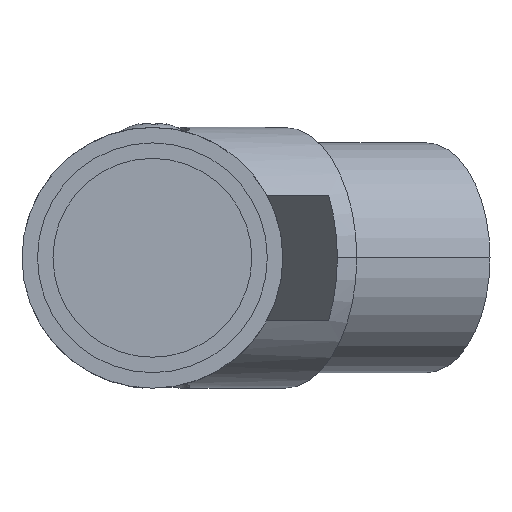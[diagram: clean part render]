
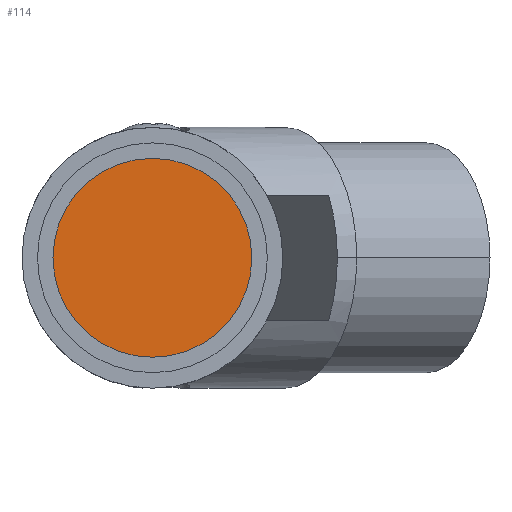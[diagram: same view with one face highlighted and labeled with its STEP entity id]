
A CAD part, left-side view. The second image highlights one B-rep face of the part: STEP entity #114.
In plain terms, the highlighted planar face has unit normal (-1, 0, 0).
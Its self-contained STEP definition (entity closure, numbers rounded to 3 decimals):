
#46 = ORIENTED_EDGE ( 'NONE', *, *, #1740, .T. ) ;
#114 = ADVANCED_FACE ( 'NONE', ( #623 ), #1708, .F. ) ;
#135 = DIRECTION ( 'NONE',  ( -1., 0., 0. ) ) ;
#154 = DIRECTION ( 'NONE',  ( 0., 0., -1. ) ) ;
#225 = VERTEX_POINT ( 'NONE', #1295 ) ;
#528 = EDGE_CURVE ( 'NONE', #225, #1528, #1269, .T. ) ;
#585 = CIRCLE ( 'NONE', #1850, 12.85 ) ;
#623 = FACE_OUTER_BOUND ( 'NONE', #661, .T. ) ;
#661 = EDGE_LOOP ( 'NONE', ( #934, #46 ) ) ;
#758 = DIRECTION ( 'NONE',  ( 0., 0., 1. ) ) ;
#884 = AXIS2_PLACEMENT_3D ( 'NONE', #937, #1557, #154 ) ;
#909 = DIRECTION ( 'NONE',  ( -1., 0., 0. ) ) ;
#934 = ORIENTED_EDGE ( 'NONE', *, *, #528, .T. ) ;
#937 = CARTESIAN_POINT ( 'NONE',  ( -22.5, 12.85, 0. ) ) ;
#946 = AXIS2_PLACEMENT_3D ( 'NONE', #1539, #135, #758 ) ;
#1269 = CIRCLE ( 'NONE', #946, 12.85 ) ;
#1295 = CARTESIAN_POINT ( 'NONE',  ( -22.5, 0., 12.85 ) ) ;
#1402 = DIRECTION ( 'NONE',  ( 0., 0., 1. ) ) ;
#1493 = CARTESIAN_POINT ( 'NONE',  ( -22.5, 0., -12.85 ) ) ;
#1528 = VERTEX_POINT ( 'NONE', #1493 ) ;
#1539 = CARTESIAN_POINT ( 'NONE',  ( -22.5, 0., 0. ) ) ;
#1557 = DIRECTION ( 'NONE',  ( 1., 0., 0. ) ) ;
#1689 = CARTESIAN_POINT ( 'NONE',  ( -22.5, 0., 0. ) ) ;
#1708 = PLANE ( 'NONE',  #884 ) ;
#1740 = EDGE_CURVE ( 'NONE', #1528, #225, #585, .T. ) ;
#1850 = AXIS2_PLACEMENT_3D ( 'NONE', #1689, #909, #1402 ) ;
